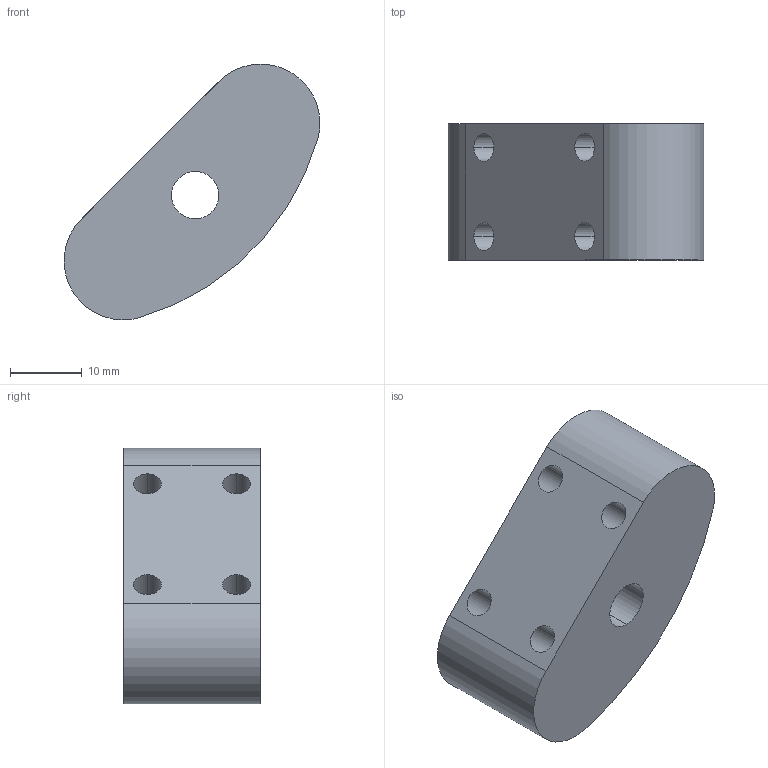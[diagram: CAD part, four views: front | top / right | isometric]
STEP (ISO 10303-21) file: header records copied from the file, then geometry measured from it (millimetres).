
FILE_DESCRIPTION (( 'STEP AP214' ), '1' );
FILE_NAME ('minimusled2.STEP', '2025-11-23T04:54:01', ( '' ), ( '' ), 'SwSTEP 2.0', 'SolidWorks 2025', '' );
FILE_SCHEMA (( 'AUTOMOTIVE_DESIGN' ));
Length unit declared in the file: inch
Products named in the file (1): minimusled2
Bounding box: 35.73 x 19.05 x 35.75 mm (x, y, z)
Volume: 13117 mm3; surface area: 4133.2 mm2
Topology: 1 solids, 1 shells, 21 faces, 45 edges, 30 vertices
Faces by surface type: cylinder 14, plane 7
Entity records: 618 total; most frequent: DIRECTION 117, CARTESIAN_POINT 97, ORIENTED_EDGE 90, AXIS2_PLACEMENT_3D 50, EDGE_CURVE 45, VERTEX_POINT 30, CIRCLE 28, EDGE_LOOP 27
